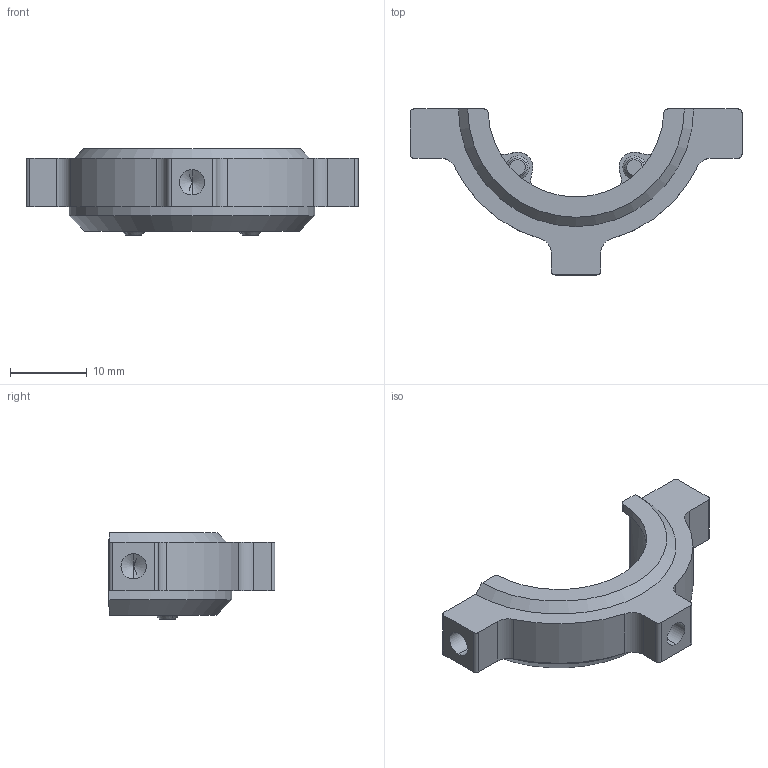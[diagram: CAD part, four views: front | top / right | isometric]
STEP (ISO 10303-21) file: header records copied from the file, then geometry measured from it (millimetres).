
FILE_DESCRIPTION (( 'STEP AP203' ), '1' );
FILE_NAME ('1.3.12.2_ZZM-1.0.STEP', '2023-10-14T05:08:43', ( '' ), ( '' ), 'SwSTEP 2.0', 'SolidWorks 2021', '' );
FILE_SCHEMA (( 'CONFIG_CONTROL_DESIGN' ));
Length unit declared in the file: millimetre
Products named in the file (1): 1.3.12.2_ZZM-1.0
Bounding box: 43.2 x 21.6 x 11.22 mm (x, y, z)
Volume: 2453.7 mm3; surface area: 2285.2 mm2
Topology: 3 solids, 3 shells, 99 faces, 255 edges, 161 vertices
Faces by surface type: cylinder 45, plane 34, cone 20
Entity records: 3117 total; most frequent: CARTESIAN_POINT 590, DIRECTION 538, ORIENTED_EDGE 498, EDGE_CURVE 249, AXIS2_PLACEMENT_3D 205, VERTEX_POINT 161, LINE 128, VECTOR 128
